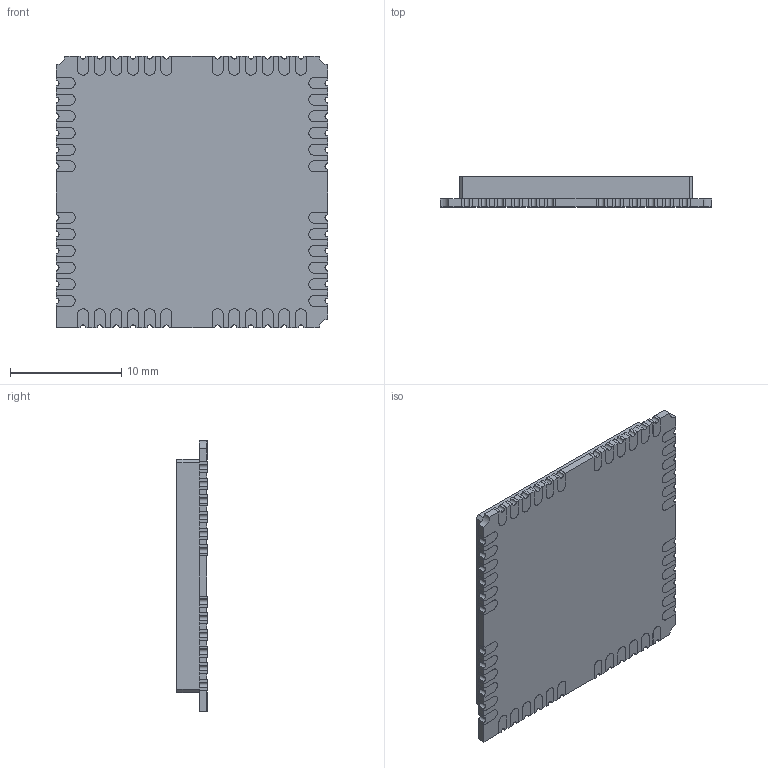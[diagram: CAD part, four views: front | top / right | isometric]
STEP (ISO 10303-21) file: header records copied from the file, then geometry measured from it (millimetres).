
FILE_DESCRIPTION (( 'STEP AP214' ), '1' );
FILE_NAME ('User Library-Telit GL865.STEP', '2016-05-23T23:06:59', ( 'Windows User' ), ( '' ), 'SwSTEP 2.0', 'SolidWorks 2016', '' );
FILE_SCHEMA (( 'AUTOMOTIVE_DESIGN' ));
Length unit declared in the file: millimetre
Products named in the file (1): User Library-Telit GL865
Bounding box: 24.42 x 2.71 x 24.42 mm (x, y, z)
Volume: 1295.6 mm3; surface area: 1429.8 mm2
Topology: 1 solids, 1 shells, 652 faces, 1923 edges, 1282 vertices
Faces by surface type: plane 378, cylinder 231, bspline 43
Entity records: 31445 total; most frequent: CARTESIAN_POINT 6669, ORIENTED_EDGE 3846, DIRECTION 3519, EDGE_CURVE 1923, LINE 1375, VECTOR 1375, VERTEX_POINT 1282, AXIS2_PLACEMENT_3D 1072
